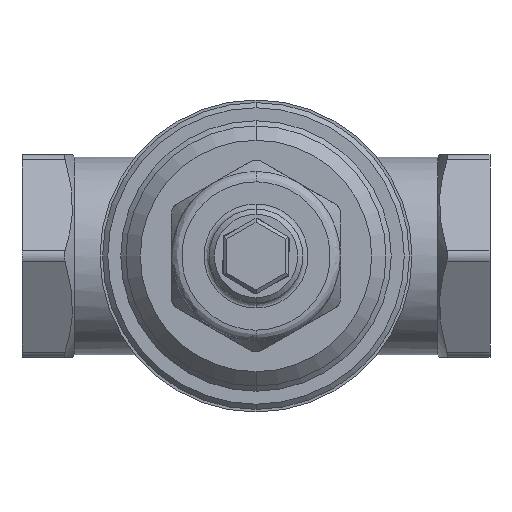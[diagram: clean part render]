
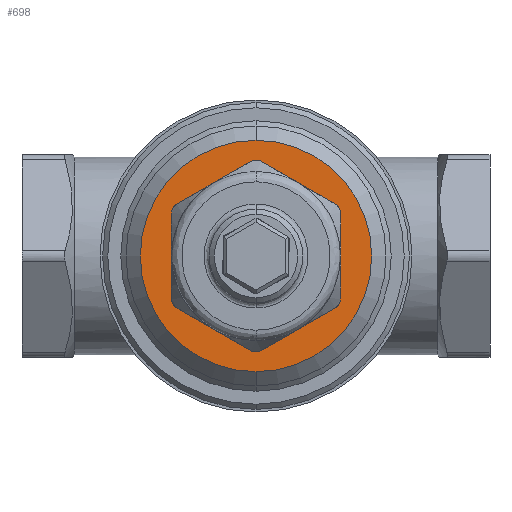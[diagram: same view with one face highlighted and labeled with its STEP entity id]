
A CAD part, front view. The second image highlights one B-rep face of the part: STEP entity #698.
In plain terms, the highlighted planar face has unit normal (0, -1, 0).
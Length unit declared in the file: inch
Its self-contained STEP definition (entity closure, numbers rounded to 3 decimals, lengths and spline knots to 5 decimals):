
#2 = VERTEX_POINT ( 'NONE', #18524 ) ;
#29 = DIRECTION ( 'NONE',  ( 0., 0., -1. ) ) ;
#49 = DIRECTION ( 'NONE',  ( 0., -1., 0. ) ) ;
#71 = CARTESIAN_POINT ( 'NONE',  ( -0.47776, -1.40485, -0.64781 ) ) ;
#247 = VERTEX_POINT ( 'NONE', #5182 ) ;
#557 = DIRECTION ( 'NONE',  ( -0.866, 0., -0.5 ) ) ;
#613 = VERTEX_POINT ( 'NONE', #2748 ) ;
#698 = ADVANCED_FACE ( 'NONE', ( #12167, #12203 ), #1712, .T. ) ;
#1095 = ORIENTED_EDGE ( 'NONE', *, *, #17814, .T. ) ;
#1510 = DIRECTION ( 'NONE',  ( 0., -1., 0. ) ) ;
#1523 = DIRECTION ( 'NONE',  ( 0., 0., -1. ) ) ;
#1596 = CIRCLE ( 'NONE', #12112, 0.87598 ) ;
#1680 = CARTESIAN_POINT ( 'NONE',  ( -1.07014, -1.40485, 0. ) ) ;
#1712 = PLANE ( 'NONE',  #13202 ) ;
#2386 = CARTESIAN_POINT ( 'NONE',  ( -0.47776, -1.40485, 0.87598 ) ) ;
#2441 = VERTEX_POINT ( 'NONE', #6655 ) ;
#2444 = AXIS2_PLACEMENT_3D ( 'NONE', #3325, #3320, #3280 ) ;
#2637 = CARTESIAN_POINT ( 'NONE',  ( -0.43839, -1.40485, 0.71601 ) ) ;
#2748 = CARTESIAN_POINT ( 'NONE',  ( -0.43839, -1.40485, -0.71601 ) ) ;
#3227 = CARTESIAN_POINT ( 'NONE',  ( 0.162, -1.40485, -0.32391 ) ) ;
#3280 = DIRECTION ( 'NONE',  ( 0., 0., -1. ) ) ;
#3320 = DIRECTION ( 'NONE',  ( 0., 1., 0. ) ) ;
#3325 = CARTESIAN_POINT ( 'NONE',  ( -1.03878, -1.40485, -0.32391 ) ) ;
#3558 = ORIENTED_EDGE ( 'NONE', *, *, #18247, .T. ) ;
#3576 = VERTEX_POINT ( 'NONE', #14211 ) ;
#3673 = DIRECTION ( 'NONE',  ( 0., 0., -1. ) ) ;
#3679 = DIRECTION ( 'NONE',  ( 0., 1., 0. ) ) ;
#3702 = CARTESIAN_POINT ( 'NONE',  ( 0.08326, -1.40485, 0.32391 ) ) ;
#3951 = EDGE_CURVE ( 'NONE', #5728, #2, #1596, .T. ) ;
#4401 = DIRECTION ( 'NONE',  ( 0., 0., 1. ) ) ;
#4405 = DIRECTION ( 'NONE',  ( 0., 1., 0. ) ) ;
#4427 = CARTESIAN_POINT ( 'NONE',  ( -0.47776, -1.40485, 0. ) ) ;
#4659 = ORIENTED_EDGE ( 'NONE', *, *, #17198, .T. ) ;
#5026 = ORIENTED_EDGE ( 'NONE', *, *, #16336, .T. ) ;
#5182 = CARTESIAN_POINT ( 'NONE',  ( -1.11752, -1.40485, 0.32391 ) ) ;
#5642 = CARTESIAN_POINT ( 'NONE',  ( 0.12263, -1.40485, -0.3921 ) ) ;
#5728 = VERTEX_POINT ( 'NONE', #2386 ) ;
#5756 = CARTESIAN_POINT ( 'NONE',  ( -1.11752, -1.40485, -0.32391 ) ) ;
#6127 = AXIS2_PLACEMENT_3D ( 'NONE', #8178, #8175, #8141 ) ;
#6335 = ORIENTED_EDGE ( 'NONE', *, *, #16946, .T. ) ;
#6483 = CARTESIAN_POINT ( 'NONE',  ( -0.47776, -1.40485, 0. ) ) ;
#6503 = DIRECTION ( 'NONE',  ( 0., 1., 0. ) ) ;
#6530 = DIRECTION ( 'NONE',  ( 0., 0., 1. ) ) ;
#6572 = EDGE_LOOP ( 'NONE', ( #13229, #13876 ) ) ;
#6655 = CARTESIAN_POINT ( 'NONE',  ( -1.07815, -1.40485, 0.3921 ) ) ;
#6705 = VERTEX_POINT ( 'NONE', #11367 ) ;
#6930 = VERTEX_POINT ( 'NONE', #2637 ) ;
#7233 = CIRCLE ( 'NONE', #8172, 0.07874 ) ;
#7300 = EDGE_LOOP ( 'NONE', ( #14306, #1095, #8400, #3558, #13612, #4659, #6335, #14084, #10323, #17054, #5026, #19190, #10719 ) ) ;
#7472 = CIRCLE ( 'NONE', #8506, 0.87598 ) ;
#8008 = AXIS2_PLACEMENT_3D ( 'NONE', #71, #49, #29 ) ;
#8141 = DIRECTION ( 'NONE',  ( 0., 0., -1. ) ) ;
#8172 = AXIS2_PLACEMENT_3D ( 'NONE', #3702, #3679, #3673 ) ;
#8175 = DIRECTION ( 'NONE',  ( 0., -1., 0. ) ) ;
#8178 = CARTESIAN_POINT ( 'NONE',  ( -0.47776, -1.40485, -0.64781 ) ) ;
#8400 = ORIENTED_EDGE ( 'NONE', *, *, #13786, .T. ) ;
#8506 = AXIS2_PLACEMENT_3D ( 'NONE', #4427, #4405, #4401 ) ;
#8628 = CIRCLE ( 'NONE', #9750, 0.07874 ) ;
#9170 = DIRECTION ( 'NONE',  ( 0., 0., -1. ) ) ;
#9185 = DIRECTION ( 'NONE',  ( 0., 1., 0. ) ) ;
#9204 = CARTESIAN_POINT ( 'NONE',  ( -0.47776, -1.40485, 0.64781 ) ) ;
#9311 = VECTOR ( 'NONE', #10493, 39.37008 ) ;
#9398 = LINE ( 'NONE', #10514, #9311 ) ;
#9658 = VECTOR ( 'NONE', #11115, 39.37008 ) ;
#9750 = AXIS2_PLACEMENT_3D ( 'NONE', #9204, #9185, #9170 ) ;
#9877 = LINE ( 'NONE', #11256, #9658 ) ;
#10292 = CARTESIAN_POINT ( 'NONE',  ( -0.43839, -1.40485, 0.71601 ) ) ;
#10323 = ORIENTED_EDGE ( 'NONE', *, *, #11649, .F. ) ;
#10486 = VERTEX_POINT ( 'NONE', #3227 ) ;
#10493 = DIRECTION ( 'NONE',  ( 0.866, 0., 0.5 ) ) ;
#10514 = CARTESIAN_POINT ( 'NONE',  ( -1.07815, -1.40485, 0.3921 ) ) ;
#10669 = DIRECTION ( 'NONE',  ( 0.866, 0., -0.5 ) ) ;
#10719 = ORIENTED_EDGE ( 'NONE', *, *, #17353, .T. ) ;
#10997 = CIRCLE ( 'NONE', #14441, 0.07874 ) ;
#11115 = DIRECTION ( 'NONE',  ( 0., 0., -1. ) ) ;
#11256 = CARTESIAN_POINT ( 'NONE',  ( 0.162, -1.40485, 0. ) ) ;
#11351 = CARTESIAN_POINT ( 'NONE',  ( -1.07815, -1.40485, -0.3921 ) ) ;
#11367 = CARTESIAN_POINT ( 'NONE',  ( -0.47776, -1.40485, -0.72655 ) ) ;
#11494 = CIRCLE ( 'NONE', #14046, 0.07874 ) ;
#11649 = EDGE_CURVE ( 'NONE', #3576, #6705, #13770, .T. ) ;
#12112 = AXIS2_PLACEMENT_3D ( 'NONE', #6483, #6503, #6530 ) ;
#12167 = FACE_OUTER_BOUND ( 'NONE', #6572, .T. ) ;
#12203 = FACE_BOUND ( 'NONE', #7300, .T. ) ;
#12293 = VECTOR ( 'NONE', #18361, 39.37008 ) ;
#12341 = DIRECTION ( 'NONE',  ( -0.866, 0., 0.5 ) ) ;
#12359 = CARTESIAN_POINT ( 'NONE',  ( -0.51713, -1.40485, -0.71601 ) ) ;
#12408 = LINE ( 'NONE', #18404, #12293 ) ;
#12589 = VECTOR ( 'NONE', #557, 39.37008 ) ;
#12689 = VECTOR ( 'NONE', #12341, 39.37008 ) ;
#12781 = VERTEX_POINT ( 'NONE', #18948 ) ;
#12784 = VERTEX_POINT ( 'NONE', #18969 ) ;
#13061 = LINE ( 'NONE', #19160, #12589 ) ;
#13202 = AXIS2_PLACEMENT_3D ( 'NONE', #1680, #1510, #1523 ) ;
#13229 = ORIENTED_EDGE ( 'NONE', *, *, #3951, .F. ) ;
#13612 = ORIENTED_EDGE ( 'NONE', *, *, #17651, .T. ) ;
#13677 = LINE ( 'NONE', #12359, #12689 ) ;
#13770 = CIRCLE ( 'NONE', #8008, 0.07874 ) ;
#13786 = EDGE_CURVE ( 'NONE', #6930, #12781, #18867, .T. ) ;
#13876 = ORIENTED_EDGE ( 'NONE', *, *, #18165, .F. ) ;
#14027 = EDGE_CURVE ( 'NONE', #6705, #613, #14102, .T. ) ;
#14046 = AXIS2_PLACEMENT_3D ( 'NONE', #16646, #16622, #16618 ) ;
#14084 = ORIENTED_EDGE ( 'NONE', *, *, #14027, .F. ) ;
#14102 = CIRCLE ( 'NONE', #6127, 0.07874 ) ;
#14211 = CARTESIAN_POINT ( 'NONE',  ( -0.51713, -1.40485, -0.71601 ) ) ;
#14306 = ORIENTED_EDGE ( 'NONE', *, *, #17690, .T. ) ;
#14338 = DIRECTION ( 'NONE',  ( 0., 0., -1. ) ) ;
#14341 = DIRECTION ( 'NONE',  ( 0., 1., 0. ) ) ;
#14401 = CARTESIAN_POINT ( 'NONE',  ( -1.03878, -1.40485, 0.32391 ) ) ;
#14441 = AXIS2_PLACEMENT_3D ( 'NONE', #14401, #14341, #14338 ) ;
#14630 = VERTEX_POINT ( 'NONE', #11351 ) ;
#14897 = VERTEX_POINT ( 'NONE', #5642 ) ;
#15680 = EDGE_CURVE ( 'NONE', #3576, #14630, #13677, .T. ) ;
#16021 = CIRCLE ( 'NONE', #2444, 0.07874 ) ;
#16127 = VECTOR ( 'NONE', #10669, 39.37008 ) ;
#16336 = EDGE_CURVE ( 'NONE', #14630, #18082, #16021, .T. ) ;
#16618 = DIRECTION ( 'NONE',  ( 0., 0., -1. ) ) ;
#16622 = DIRECTION ( 'NONE',  ( 0., 1., 0. ) ) ;
#16646 = CARTESIAN_POINT ( 'NONE',  ( 0.08326, -1.40485, -0.32391 ) ) ;
#16946 = EDGE_CURVE ( 'NONE', #14897, #613, #13061, .T. ) ;
#17054 = ORIENTED_EDGE ( 'NONE', *, *, #15680, .T. ) ;
#17064 = EDGE_CURVE ( 'NONE', #18082, #247, #12408, .T. ) ;
#17198 = EDGE_CURVE ( 'NONE', #10486, #14897, #11494, .T. ) ;
#17353 = EDGE_CURVE ( 'NONE', #247, #2441, #10997, .T. ) ;
#17651 = EDGE_CURVE ( 'NONE', #18668, #10486, #9877, .T. ) ;
#17690 = EDGE_CURVE ( 'NONE', #2441, #12784, #9398, .T. ) ;
#17814 = EDGE_CURVE ( 'NONE', #12784, #6930, #8628, .T. ) ;
#18012 = CARTESIAN_POINT ( 'NONE',  ( 0.162, -1.40485, 0.32391 ) ) ;
#18082 = VERTEX_POINT ( 'NONE', #5756 ) ;
#18165 = EDGE_CURVE ( 'NONE', #2, #5728, #7472, .T. ) ;
#18247 = EDGE_CURVE ( 'NONE', #12781, #18668, #7233, .T. ) ;
#18361 = DIRECTION ( 'NONE',  ( 0., 0., 1. ) ) ;
#18404 = CARTESIAN_POINT ( 'NONE',  ( -1.11752, -1.40485, 0. ) ) ;
#18524 = CARTESIAN_POINT ( 'NONE',  ( -0.47776, -1.40485, -0.87598 ) ) ;
#18668 = VERTEX_POINT ( 'NONE', #18012 ) ;
#18867 = LINE ( 'NONE', #10292, #16127 ) ;
#18948 = CARTESIAN_POINT ( 'NONE',  ( 0.12263, -1.40485, 0.3921 ) ) ;
#18969 = CARTESIAN_POINT ( 'NONE',  ( -0.51713, -1.40485, 0.71601 ) ) ;
#19160 = CARTESIAN_POINT ( 'NONE',  ( 0.12263, -1.40485, -0.3921 ) ) ;
#19190 = ORIENTED_EDGE ( 'NONE', *, *, #17064, .T. ) ;
